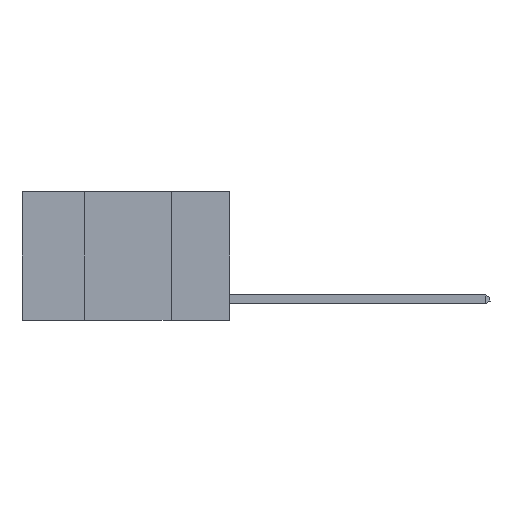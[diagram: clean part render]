
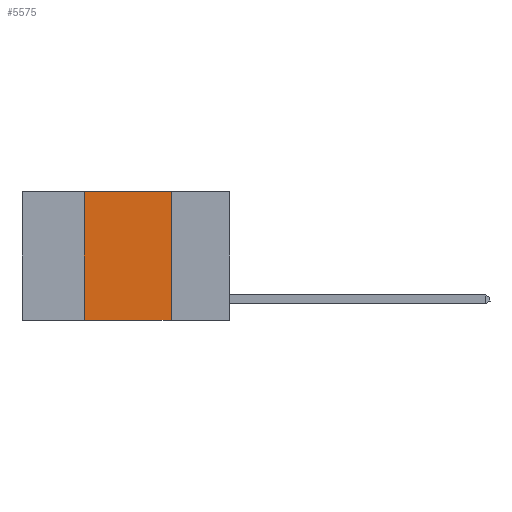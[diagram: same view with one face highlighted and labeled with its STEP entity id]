
A CAD part, left-side view. The second image highlights one B-rep face of the part: STEP entity #5575.
In plain terms, the highlighted planar face has unit normal (-1, 0, 0).
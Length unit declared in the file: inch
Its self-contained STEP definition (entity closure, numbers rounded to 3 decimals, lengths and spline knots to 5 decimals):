
#2481 = DIRECTION ( 'NONE',  ( 1., 0., 0. ) ) ;
#4307 = VECTOR ( 'NONE', #15179, 39.37008 ) ;
#4924 = ORIENTED_EDGE ( 'NONE', *, *, #23295, .F. ) ;
#5575 = ADVANCED_FACE ( 'NONE', ( #20882 ), #18899, .F. ) ;
#5894 = VECTOR ( 'NONE', #17464, 39.37008 ) ;
#5978 = DIRECTION ( 'NONE',  ( 0., 0., 1. ) ) ;
#7097 = LINE ( 'NONE', #18774, #4307 ) ;
#7151 = CARTESIAN_POINT ( 'NONE',  ( 0., 0.6, 0. ) ) ;
#7196 = VECTOR ( 'NONE', #5978, 39.37008 ) ;
#7262 = VERTEX_POINT ( 'NONE', #11988 ) ;
#7854 = LINE ( 'NONE', #9852, #7196 ) ;
#8366 = ORIENTED_EDGE ( 'NONE', *, *, #16569, .F. ) ;
#8983 = EDGE_CURVE ( 'NONE', #16221, #7262, #7854, .T. ) ;
#9639 = AXIS2_PLACEMENT_3D ( 'NONE', #21007, #2481, #10804 ) ;
#9852 = CARTESIAN_POINT ( 'NONE',  ( 0., 0.42, 0. ) ) ;
#10021 = ORIENTED_EDGE ( 'NONE', *, *, #8983, .F. ) ;
#10804 = DIRECTION ( 'NONE',  ( 0., 0., -1. ) ) ;
#11814 = CARTESIAN_POINT ( 'NONE',  ( 0., 0.17, 0. ) ) ;
#11988 = CARTESIAN_POINT ( 'NONE',  ( 0., 0.42, 0. ) ) ;
#13269 = ORIENTED_EDGE ( 'NONE', *, *, #26011, .T. ) ;
#14510 = CARTESIAN_POINT ( 'NONE',  ( 0., 0.17, 0. ) ) ;
#15179 = DIRECTION ( 'NONE',  ( 0., -1., 0. ) ) ;
#15623 = LINE ( 'NONE', #7151, #5894 ) ;
#15917 = DIRECTION ( 'NONE',  ( 0., 0., -1. ) ) ;
#16041 = LINE ( 'NONE', #11814, #20517 ) ;
#16221 = VERTEX_POINT ( 'NONE', #20727 ) ;
#16569 = EDGE_CURVE ( 'NONE', #20601, #17928, #16041, .T. ) ;
#17464 = DIRECTION ( 'NONE',  ( 0., -1., 0. ) ) ;
#17928 = VERTEX_POINT ( 'NONE', #20444 ) ;
#18774 = CARTESIAN_POINT ( 'NONE',  ( 0., 0.6, -0.37 ) ) ;
#18899 = PLANE ( 'NONE',  #9639 ) ;
#20444 = CARTESIAN_POINT ( 'NONE',  ( 0., 0.17, -0.37 ) ) ;
#20517 = VECTOR ( 'NONE', #15917, 39.37008 ) ;
#20551 = EDGE_LOOP ( 'NONE', ( #8366, #4924, #10021, #13269 ) ) ;
#20601 = VERTEX_POINT ( 'NONE', #14510 ) ;
#20727 = CARTESIAN_POINT ( 'NONE',  ( 0., 0.42, -0.37 ) ) ;
#20882 = FACE_OUTER_BOUND ( 'NONE', #20551, .T. ) ;
#21007 = CARTESIAN_POINT ( 'NONE',  ( 0., 0.6, 0. ) ) ;
#23295 = EDGE_CURVE ( 'NONE', #7262, #20601, #15623, .T. ) ;
#26011 = EDGE_CURVE ( 'NONE', #16221, #17928, #7097, .T. ) ;
